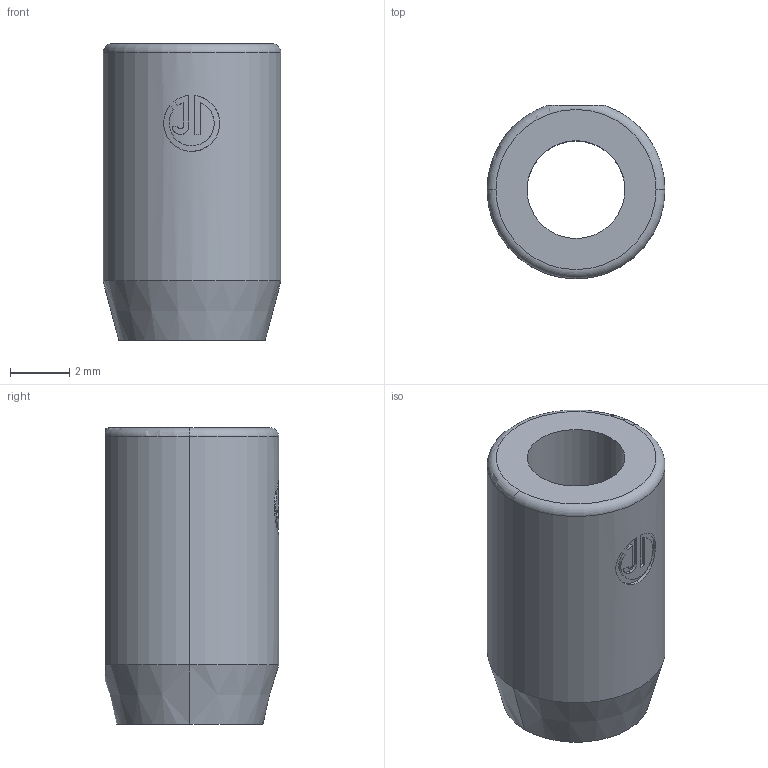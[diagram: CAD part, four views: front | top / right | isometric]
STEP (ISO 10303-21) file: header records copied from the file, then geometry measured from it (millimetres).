
FILE_DESCRIPTION (( 'STEP AP214' ), '1' );
FILE_NAME ('LSTP-D6-L10.step', '2021-09-13T09:26:56', ( 'User' ), ( 'china' ), 'SwSTEP 2.0', 'SolidWorks 2016', '' );
FILE_SCHEMA (( 'AUTOMOTIVE_DESIGN' ));
Length unit declared in the file: millimetre
Products named in the file (1): LSTP-D6-L10
Bounding box: 6 x 5.85 x 10 mm (x, y, z)
Volume: 185.7 mm3; surface area: 319 mm2
Topology: 1 solids, 1 shells, 32 faces, 80 edges, 52 vertices
Faces by surface type: cylinder 17, plane 11, torus 2, cone 2
Entity records: 1190 total; most frequent: CARTESIAN_POINT 399, ORIENTED_EDGE 160, DIRECTION 140, EDGE_CURVE 80, AXIS2_PLACEMENT_3D 53, VERTEX_POINT 52, EDGE_LOOP 36, LINE 34
